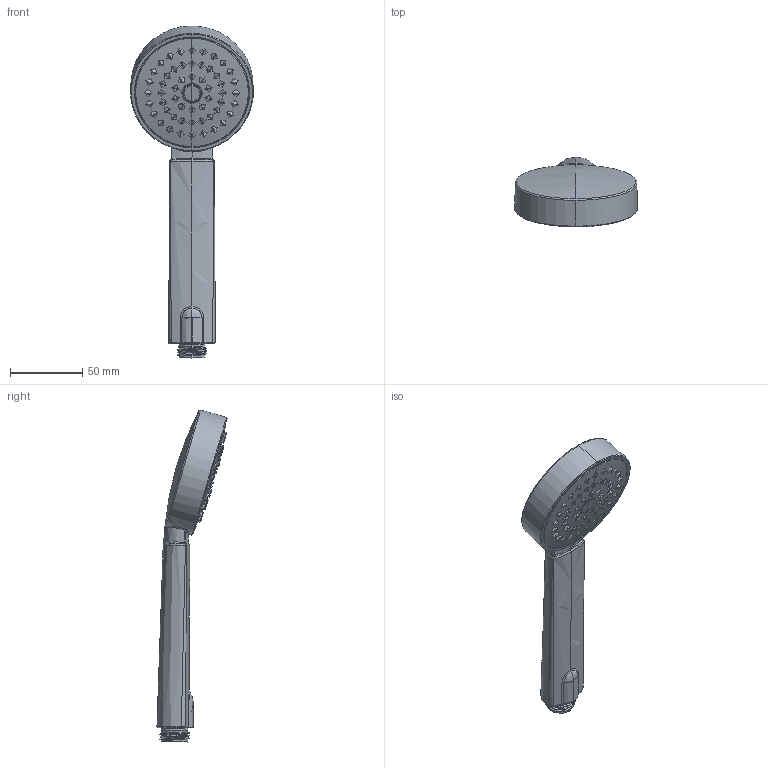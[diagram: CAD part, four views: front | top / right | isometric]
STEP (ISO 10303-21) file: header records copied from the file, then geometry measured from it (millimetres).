
FILE_DESCRIPTION(/* description */ (''),/* implementation_level */ '2;1');
FILE_NAME(/* name */ 'STEP - AR1H101CP_33095',/* time_stamp */ '2025-06-26T09:20:27+10:00',/* author */ (''),/* organization */ (''),/* preprocessor_version */ 'ST-DEVELOPER v16.5',/* originating_system */ 'Rhino 7.37',/* authorisation */ '');
FILE_SCHEMA (('AUTOMOTIVE_DESIGN'));
Products named in the file (10): Document; 33095; N50510_ASM_ASM_ASM; N50510_ASM_9_ASM_ASM; N50510-001_BODY_16; Block 01; N50510-005_SAIZI_11; N50510-006_MIANGAI_ASM_9_ASM_ASM; N50510-002_MIANGAI_10; N50510-003_TPR_8
Assembly tree (9 placements, depth 6):
  Document
    33095
      N50510_ASM_ASM_ASM
        N50510_ASM_9_ASM_ASM
          N50510-001_BODY_16
            Block 01
          N50510-005_SAIZI_11
          N50510-006_MIANGAI_ASM_9_ASM_ASM
            N50510-002_MIANGAI_10
            N50510-003_TPR_8
Bounding box: 84.75 x 48.57 x 230.06 mm (x, y, z)
Volume: 27544.3 mm3; surface area: 75086.6 mm2
Topology: 3 solids, 5 shells, 1753 faces, 4447 edges, 2835 vertices
Faces by surface type: bspline 1336, cylinder 232, plane 185
Entity records: 125991 total; most frequent: CARTESIAN_POINT 98980, ORIENTED_EDGE 8844, EDGE_CURVE 4428, B_SPLINE_CURVE_WITH_KNOTS 3289, VERTEX_POINT 2835, EDGE_LOOP 2128, ADVANCED_FACE 1753, FACE_OUTER_BOUND 1753
